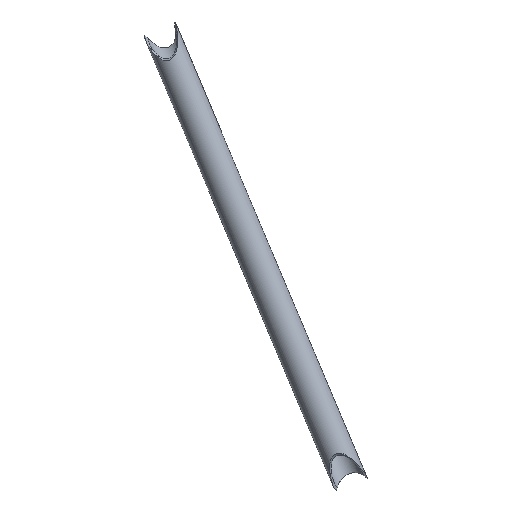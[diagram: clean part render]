
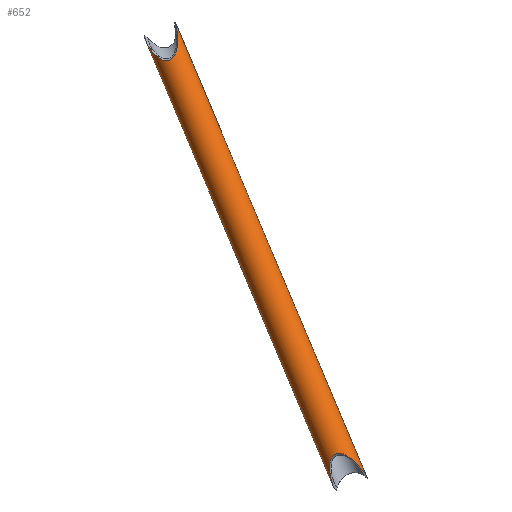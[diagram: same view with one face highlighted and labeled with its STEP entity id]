
A CAD part, left-side view. The second image highlights one B-rep face of the part: STEP entity #652.
In plain terms, the highlighted cylindrical face has radius 12.5 mm (diameter 25 mm), a partial arc.
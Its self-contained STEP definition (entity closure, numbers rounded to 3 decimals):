
#109=CARTESIAN_POINT('Vertex',(-1911.123,-162.17,422.725)) ;
#113=CARTESIAN_POINT('Control Point',(-1902.958,-174.81,446.513)) ;
#114=CARTESIAN_POINT('Control Point',(-1904.073,-175.033,445.497)) ;
#115=CARTESIAN_POINT('Control Point',(-1905.033,-175.24,444.307)) ;
#116=CARTESIAN_POINT('Control Point',(-1905.907,-175.426,443.076)) ;
#117=CARTESIAN_POINT('Control Point',(-1907.311,-175.694,440.886)) ;
#118=CARTESIAN_POINT('Control Point',(-1908.585,-175.855,438.61)) ;
#119=CARTESIAN_POINT('Control Point',(-1909.098,-175.901,437.652)) ;
#120=CARTESIAN_POINT('Control Point',(-1910.206,-175.95,435.493)) ;
#121=CARTESIAN_POINT('Control Point',(-1911.234,-175.86,433.295)) ;
#122=CARTESIAN_POINT('Control Point',(-1911.776,-175.761,432.078)) ;
#123=CARTESIAN_POINT('Control Point',(-1912.649,-175.495,430.009)) ;
#124=CARTESIAN_POINT('Control Point',(-1913.421,-175.005,427.944)) ;
#125=CARTESIAN_POINT('Control Point',(-1913.716,-174.762,427.109)) ;
#126=CARTESIAN_POINT('Control Point',(-1914.217,-174.214,425.571)) ;
#127=CARTESIAN_POINT('Control Point',(-1914.598,-173.431,424.103)) ;
#128=CARTESIAN_POINT('Control Point',(-1914.742,-173.008,423.445)) ;
#129=CARTESIAN_POINT('Control Point',(-1914.891,-172.243,422.498)) ;
#130=CARTESIAN_POINT('Control Point',(-1914.896,-171.301,421.73)) ;
#131=CARTESIAN_POINT('Control Point',(-1914.877,-170.947,421.487)) ;
#132=CARTESIAN_POINT('Control Point',(-1914.785,-170.11,421.018)) ;
#133=CARTESIAN_POINT('Control Point',(-1914.587,-169.207,420.733)) ;
#134=CARTESIAN_POINT('Control Point',(-1914.446,-168.698,420.638)) ;
#135=CARTESIAN_POINT('Control Point',(-1914.054,-167.499,420.545)) ;
#136=CARTESIAN_POINT('Control Point',(-1913.557,-166.343,420.721)) ;
#137=CARTESIAN_POINT('Control Point',(-1913.246,-165.701,420.892)) ;
#138=CARTESIAN_POINT('Control Point',(-1912.65,-164.569,421.301)) ;
#139=CARTESIAN_POINT('Control Point',(-1912.018,-163.519,421.849)) ;
#140=CARTESIAN_POINT('Control Point',(-1911.724,-163.055,422.123)) ;
#141=CARTESIAN_POINT('Control Point',(-1911.425,-162.606,422.416)) ;
#142=CARTESIAN_POINT('Control Point',(-1911.123,-162.17,422.725)) ;
#143=CARTESIAN_POINT('Vertex',(-1902.958,-174.81,446.513)) ;
#185=CARTESIAN_POINT('Vertex',(-1898.403,-152.003,437.316)) ;
#189=CARTESIAN_POINT('Control Point',(-1898.403,-152.003,437.316)) ;
#190=CARTESIAN_POINT('Control Point',(-1898.834,-152.063,436.981)) ;
#191=CARTESIAN_POINT('Control Point',(-1899.248,-152.154,436.629)) ;
#192=CARTESIAN_POINT('Control Point',(-1899.645,-152.267,436.264)) ;
#193=CARTESIAN_POINT('Control Point',(-1900.906,-152.702,435.038)) ;
#194=CARTESIAN_POINT('Control Point',(-1902.037,-153.302,433.749)) ;
#195=CARTESIAN_POINT('Control Point',(-1902.788,-153.766,432.85)) ;
#196=CARTESIAN_POINT('Control Point',(-1904.155,-154.717,431.161)) ;
#197=CARTESIAN_POINT('Control Point',(-1905.457,-155.802,429.504)) ;
#198=CARTESIAN_POINT('Control Point',(-1906.057,-156.337,428.739)) ;
#199=CARTESIAN_POINT('Control Point',(-1907.461,-157.673,426.958)) ;
#200=CARTESIAN_POINT('Control Point',(-1908.827,-159.172,425.279)) ;
#201=CARTESIAN_POINT('Control Point',(-1909.605,-160.096,424.358)) ;
#202=CARTESIAN_POINT('Control Point',(-1910.374,-161.091,423.491)) ;
#203=CARTESIAN_POINT('Control Point',(-1911.123,-162.17,422.725)) ;
#347=CARTESIAN_POINT('Vertex',(-1926.154,-289.596,110.612)) ;
#351=CARTESIAN_POINT('Control Point',(-1925.894,-289.649,110.601)) ;
#352=CARTESIAN_POINT('Control Point',(-1925.98,-289.63,110.605)) ;
#353=CARTESIAN_POINT('Control Point',(-1926.067,-289.612,110.608)) ;
#354=CARTESIAN_POINT('Control Point',(-1926.154,-289.596,110.612)) ;
#355=CARTESIAN_POINT('Vertex',(-1925.894,-289.649,110.601)) ;
#558=CARTESIAN_POINT('Line Origine',(-1912.155,-220.861,273.876)) ;
#563=CARTESIAN_POINT('Line Origine',(-1916.654,-243.385,283.745)) ;
#567=CARTESIAN_POINT('Vertex',(-1930.354,-311.984,120.922)) ;
#590=CARTESIAN_POINT('Axis2P3D Location',(-1914.405,-232.123,278.811)) ;
#596=CARTESIAN_POINT('Control Point',(-1926.154,-289.596,110.612)) ;
#597=CARTESIAN_POINT('Control Point',(-1926.968,-289.115,111.385)) ;
#598=CARTESIAN_POINT('Control Point',(-1927.679,-288.68,112.298)) ;
#599=CARTESIAN_POINT('Control Point',(-1928.317,-288.283,113.259)) ;
#600=CARTESIAN_POINT('Control Point',(-1929.162,-287.764,114.673)) ;
#601=CARTESIAN_POINT('Control Point',(-1929.947,-287.309,116.142)) ;
#602=CARTESIAN_POINT('Control Point',(-1930.172,-287.181,116.575)) ;
#603=CARTESIAN_POINT('Control Point',(-1930.878,-286.791,117.964)) ;
#604=CARTESIAN_POINT('Control Point',(-1931.552,-286.457,119.384)) ;
#605=CARTESIAN_POINT('Control Point',(-1932.004,-286.256,120.367)) ;
#606=CARTESIAN_POINT('Control Point',(-1932.978,-285.88,122.538)) ;
#607=CARTESIAN_POINT('Control Point',(-1933.923,-285.666,124.744)) ;
#608=CARTESIAN_POINT('Control Point',(-1934.428,-285.605,125.945)) ;
#609=CARTESIAN_POINT('Control Point',(-1935.359,-285.61,128.186)) ;
#610=CARTESIAN_POINT('Control Point',(-1936.265,-285.912,130.416)) ;
#611=CARTESIAN_POINT('Control Point',(-1936.675,-286.128,131.434)) ;
#612=CARTESIAN_POINT('Control Point',(-1937.324,-286.637,133.057)) ;
#613=CARTESIAN_POINT('Control Point',(-1937.907,-287.511,134.532)) ;
#614=CARTESIAN_POINT('Control Point',(-1938.118,-287.909,135.068)) ;
#615=CARTESIAN_POINT('Control Point',(-1938.434,-288.703,135.876)) ;
#616=CARTESIAN_POINT('Control Point',(-1938.662,-289.685,136.465)) ;
#617=CARTESIAN_POINT('Control Point',(-1938.736,-290.113,136.66)) ;
#618=CARTESIAN_POINT('Control Point',(-1938.867,-291.166,137.008)) ;
#619=CARTESIAN_POINT('Control Point',(-1938.895,-292.284,137.1)) ;
#620=CARTESIAN_POINT('Control Point',(-1938.879,-292.93,137.075)) ;
#621=CARTESIAN_POINT('Control Point',(-1938.775,-294.595,136.849)) ;
#622=CARTESIAN_POINT('Control Point',(-1938.534,-296.172,136.284)) ;
#623=CARTESIAN_POINT('Control Point',(-1938.35,-297.106,135.853)) ;
#624=CARTESIAN_POINT('Control Point',(-1938.141,-298.,135.364)) ;
#625=CARTESIAN_POINT('Control Point',(-1937.911,-298.86,134.828)) ;
#626=CARTESIAN_POINT('Vertex',(-1937.911,-298.86,134.828)) ;
#630=CARTESIAN_POINT('Control Point',(-1930.354,-311.984,120.922)) ;
#631=CARTESIAN_POINT('Control Point',(-1931.299,-311.356,121.925)) ;
#632=CARTESIAN_POINT('Control Point',(-1932.068,-310.602,123.015)) ;
#633=CARTESIAN_POINT('Control Point',(-1932.746,-309.81,124.107)) ;
#634=CARTESIAN_POINT('Control Point',(-1933.807,-308.365,125.984)) ;
#635=CARTESIAN_POINT('Control Point',(-1934.735,-306.791,127.825)) ;
#636=CARTESIAN_POINT('Control Point',(-1935.103,-306.115,128.581)) ;
#637=CARTESIAN_POINT('Control Point',(-1935.968,-304.399,130.407)) ;
#638=CARTESIAN_POINT('Control Point',(-1936.742,-302.538,132.133)) ;
#639=CARTESIAN_POINT('Control Point',(-1937.169,-301.383,133.105)) ;
#640=CARTESIAN_POINT('Control Point',(-1937.564,-300.161,134.019)) ;
#641=CARTESIAN_POINT('Control Point',(-1937.911,-298.86,134.828)) ;
#559=DIRECTION('Vector Direction',(-0.077,-0.387,-0.919)) ;
#564=DIRECTION('Vector Direction',(-0.077,-0.387,-0.919)) ;
#591=DIRECTION('Axis2P3D Direction',(-0.077,-0.387,-0.919)) ;
#592=DIRECTION('Axis2P3D XDirection',(-0.18,-0.901,0.395)) ;
#593=AXIS2_PLACEMENT_3D('Cylinder Axis2P3D',#590,#591,#592) ;
#644=ORIENTED_EDGE('',*,*,#569,.F.) ;
#645=ORIENTED_EDGE('',*,*,#145,.T.) ;
#646=ORIENTED_EDGE('',*,*,#204,.F.) ;
#647=ORIENTED_EDGE('',*,*,#562,.T.) ;
#648=ORIENTED_EDGE('',*,*,#357,.T.) ;
#649=ORIENTED_EDGE('',*,*,#628,.T.) ;
#650=ORIENTED_EDGE('',*,*,#642,.F.) ;
#560=VECTOR('Line Direction',#559,1.) ;
#565=VECTOR('Line Direction',#564,1.) ;
#652=ADVANCED_FACE('Corps principal',(#651),#594,.T.) ;
#112=B_SPLINE_CURVE_WITH_KNOTS('',5,(#113,#114,#115,#116,#117,#118,#119,#120,#121,#122,#123,#124,#125,#126,#127,#128,#129,#130,#131,#132,#133,#134,#135,#136,#137,#138,#139,#140,#141,#142),.UNSPECIFIED.,.F.,.U.,(6,3,3,3,3,3,3,3,3,6),(0.,10.784,18.474,27.941,34.429,39.975,42.994,46.756,51.895,56.233),.UNSPECIFIED.) ;
#188=B_SPLINE_CURVE_WITH_KNOTS('',5,(#189,#190,#191,#192,#193,#194,#195,#196,#197,#198,#199,#200,#201,#202,#203),.UNSPECIFIED.,.F.,.U.,(6,3,3,3,6),(0.,3.886,12.798,20.645,31.401),.UNSPECIFIED.) ;
#350=B_SPLINE_CURVE_WITH_KNOTS('',3,(#351,#352,#353,#354),.UNSPECIFIED.,.F.,.U.,(4,4),(0.,0.376),.UNSPECIFIED.) ;
#595=B_SPLINE_CURVE_WITH_KNOTS('',5,(#596,#597,#598,#599,#600,#601,#602,#603,#604,#605,#606,#607,#608,#609,#610,#611,#612,#613,#614,#615,#616,#617,#618,#619,#620,#621,#622,#623,#624,#625),.UNSPECIFIED.,.F.,.U.,(6,3,3,3,3,3,3,3,3,6),(0.506,9.142,12.71,20.498,29.735,37.622,42.495,45.836,50.347,57.694),.UNSPECIFIED.) ;
#629=B_SPLINE_CURVE_WITH_KNOTS('',5,(#630,#631,#632,#633,#634,#635,#636,#637,#638,#639,#640,#641),.UNSPECIFIED.,.F.,.U.,(6,3,3,6),(0.,10.706,18.337,29.444),.UNSPECIFIED.) ;
#594=CYLINDRICAL_SURFACE('generated cylinder',#593,12.5) ;
#145=EDGE_CURVE('',#144,#110,#112,.T.) ;
#204=EDGE_CURVE('',#186,#110,#188,.T.) ;
#357=EDGE_CURVE('',#356,#348,#350,.T.) ;
#562=EDGE_CURVE('',#186,#356,#561,.T.) ;
#569=EDGE_CURVE('',#144,#568,#566,.T.) ;
#628=EDGE_CURVE('',#348,#627,#595,.T.) ;
#642=EDGE_CURVE('',#568,#627,#629,.T.) ;
#643=EDGE_LOOP('',(#644,#645,#646,#647,#648,#649,#650)) ;
#651=FACE_OUTER_BOUND('',#643,.T.) ;
#561=LINE('Line',#558,#560) ;
#566=LINE('Line',#563,#565) ;
#110=VERTEX_POINT('',#109) ;
#144=VERTEX_POINT('',#143) ;
#186=VERTEX_POINT('',#185) ;
#348=VERTEX_POINT('',#347) ;
#356=VERTEX_POINT('',#355) ;
#568=VERTEX_POINT('',#567) ;
#627=VERTEX_POINT('',#626) ;
